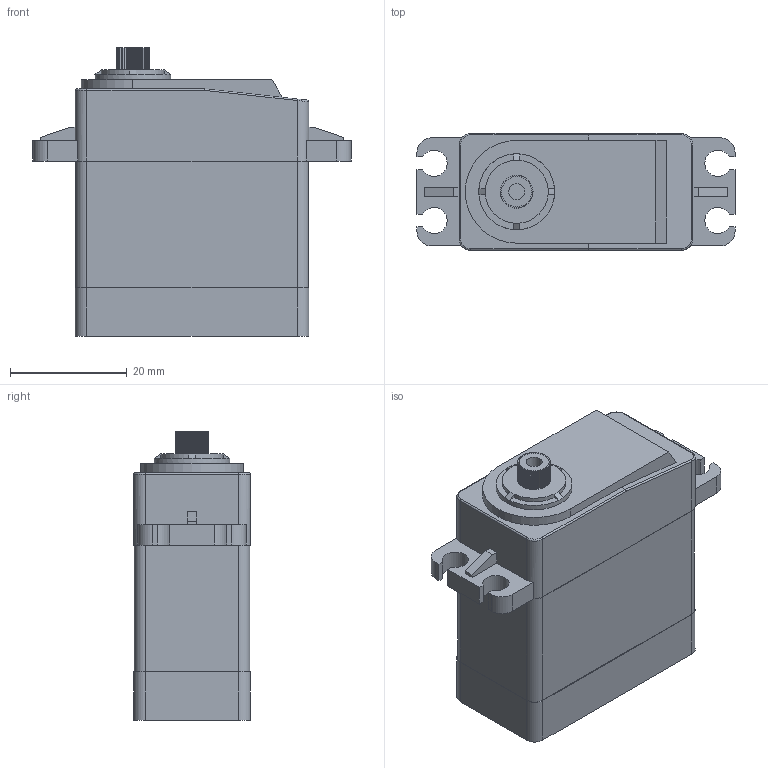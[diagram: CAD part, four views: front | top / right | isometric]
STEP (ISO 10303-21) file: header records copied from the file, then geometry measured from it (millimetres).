
FILE_DESCRIPTION(/* description */ (''),/* implementation_level */ '2;1');
FILE_NAME(/* name */ 'TD-8135MG Servo v5.step',/* time_stamp */ '2024-04-06T22:18:44-04:00',/* author */ (''),/* organization */ (''),/* preprocessor_version */ 'ST-DEVELOPER v20',/* originating_system */ 'Autodesk Translation Framework v12.20.1.177',/* authorisation */ '');
FILE_SCHEMA (('AUTOMOTIVE_DESIGN { 1 0 10303 214 3 1 1 }'));
Length unit declared in the file: millimetre
Products named in the file (1): TD-8135MG Servo
Bounding box: 54.44 x 20 x 49.4 mm (x, y, z)
Volume: 35133.3 mm3; surface area: 7505.5 mm2
Topology: 1 solids, 1 shells, 251 faces, 706 edges, 462 vertices
Faces by surface type: plane 162, cylinder 81, cone 4, torus 2, bspline 2
Full cylindrical faces by diameter (mm): 2.75 x1, 13 x1
Entity records: 8314 total; most frequent: CARTESIAN_POINT 1484, ORIENTED_EDGE 1412, DIRECTION 1378, EDGE_CURVE 706, LINE 518, VECTOR 518, VERTEX_POINT 462, AXIS2_PLACEMENT_3D 430
